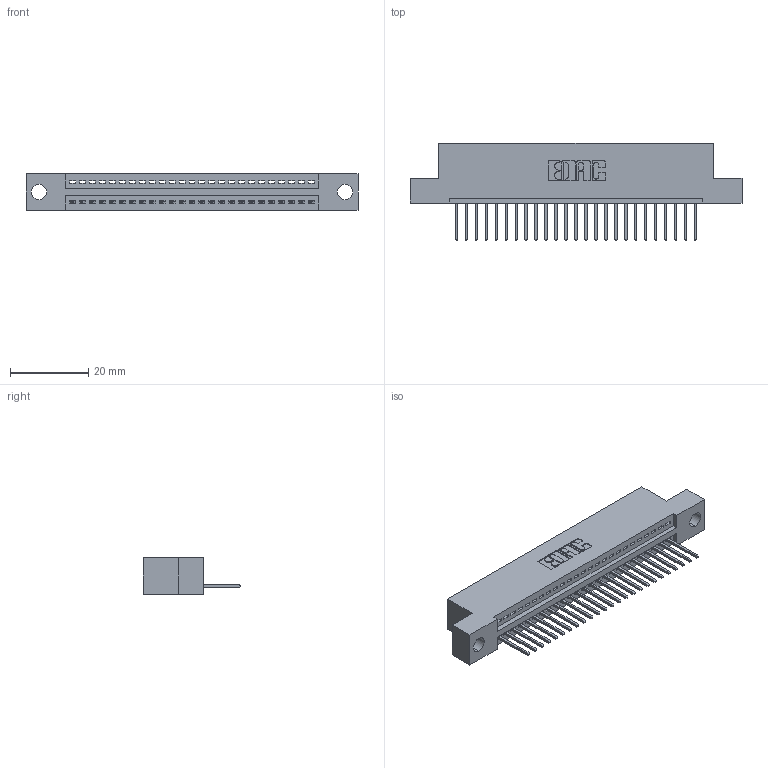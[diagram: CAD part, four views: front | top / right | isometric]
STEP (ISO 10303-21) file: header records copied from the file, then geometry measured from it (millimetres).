
FILE_DESCRIPTION (( 'STEP AP203' ), '1' );
FILE_NAME ('395-025-523-104.STEP', '2018-11-09T10:57:03', ( '' ), ( '' ), 'SwSTEP 2.0', 'SolidWorks 2016', '' );
FILE_SCHEMA (( 'CONFIG_CONTROL_DESIGN' ));
Length unit declared in the file: inch
Products named in the file (3): 395-025-523-104; 345 Part_Flush Mounting Lugs - 0.156 Dia-TH; 345-292-001_345-293-123
Assembly tree (26 placements, depth 2):
  395-025-523-104
    345 Part_Flush Mounting Lugs - 0.156 Dia-TH
    345-292-001_345-293-123  x25
Bounding box: 84.71 x 24.82 x 9.4 mm (x, y, z)
Volume: 7809 mm3; surface area: 9982.4 mm2
Topology: 26 solids, 26 shells, 1576 faces, 4741 edges, 3126 vertices
Faces by surface type: plane 1080, cylinder 496
Entity records: 21125 total; most frequent: CARTESIAN_POINT 3667, ORIENTED_EDGE 3626, DIRECTION 3227, EDGE_CURVE 1813, VECTOR 1581, LINE 1581, VERTEX_POINT 1206, AXIS2_PLACEMENT_3D 823
